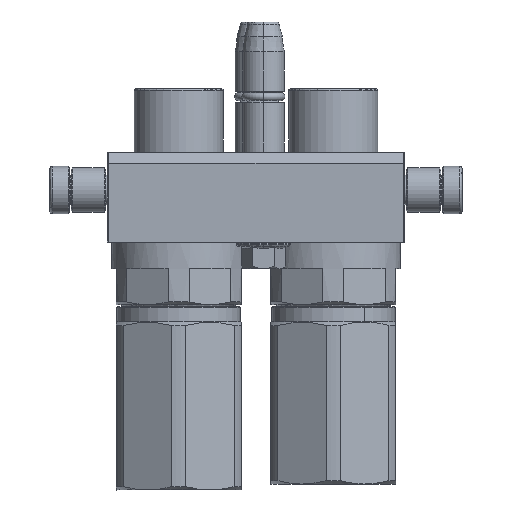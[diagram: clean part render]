
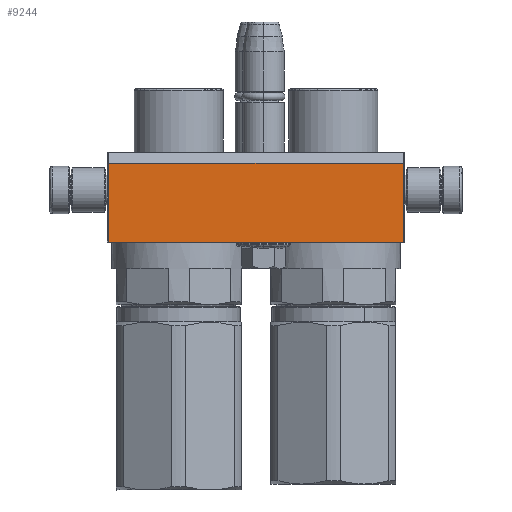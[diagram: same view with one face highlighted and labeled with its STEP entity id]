
A CAD part, left-side view. The second image highlights one B-rep face of the part: STEP entity #9244.
In plain terms, the highlighted face is planar.
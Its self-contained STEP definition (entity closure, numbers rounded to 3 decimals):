
#463 = CARTESIAN_POINT ( 'NONE',  ( -49.5, 11.536, 56. ) ) ;
#3214 = CARTESIAN_POINT ( 'NONE',  ( -49.5, -15., 56. ) ) ;
#4134 = VECTOR ( 'NONE', #78270, 1000. ) ;
#7535 = EDGE_CURVE ( 'NONE', #33562, #74836, #11812, .T. ) ;
#9244 = ADVANCED_FACE ( 'NONE', ( #35701 ), #58108, .T. ) ;
#10515 = LINE ( 'NONE', #37998, #58929 ) ;
#11812 = LINE ( 'NONE', #67243, #34230 ) ;
#12764 = ORIENTED_EDGE ( 'NONE', *, *, #56907, .T. ) ;
#14633 = ORIENTED_EDGE ( 'NONE', *, *, #25857, .F. ) ;
#15803 = EDGE_CURVE ( 'NONE', #23727, #74836, #10515, .T. ) ;
#16541 = DIRECTION ( 'NONE',  ( 0., 1., 0. ) ) ;
#18796 = EDGE_LOOP ( 'NONE', ( #12764, #79720, #45788, #14633 ) ) ;
#23727 = VERTEX_POINT ( 'NONE', #463 ) ;
#25857 = EDGE_CURVE ( 'NONE', #36449, #23727, #67154, .T. ) ;
#27433 = DIRECTION ( 'NONE',  ( 1., 0., 0. ) ) ;
#28088 = CARTESIAN_POINT ( 'NONE',  ( -50., -15., 56. ) ) ;
#33562 = VERTEX_POINT ( 'NONE', #52120 ) ;
#34230 = VECTOR ( 'NONE', #16541, 1000. ) ;
#35701 = FACE_OUTER_BOUND ( 'NONE', #18796, .T. ) ;
#36449 = VERTEX_POINT ( 'NONE', #71093 ) ;
#37998 = CARTESIAN_POINT ( 'NONE',  ( -49.5, 11.536, 56. ) ) ;
#39722 = DIRECTION ( 'NONE',  ( 0., 0., 1. ) ) ;
#42055 = CARTESIAN_POINT ( 'NONE',  ( 49.5, 11.536, 56. ) ) ;
#45788 = ORIENTED_EDGE ( 'NONE', *, *, #15803, .F. ) ;
#52120 = CARTESIAN_POINT ( 'NONE',  ( 49.5, -15., 56. ) ) ;
#55433 = AXIS2_PLACEMENT_3D ( 'NONE', #28088, #39722, #64893 ) ;
#56907 = EDGE_CURVE ( 'NONE', #36449, #33562, #62284, .T. ) ;
#58108 = PLANE ( 'NONE',  #55433 ) ;
#58929 = VECTOR ( 'NONE', #69183, 1000. ) ;
#62284 = LINE ( 'NONE', #70769, #63307 ) ;
#63307 = VECTOR ( 'NONE', #27433, 1000. ) ;
#64893 = DIRECTION ( 'NONE',  ( 1., 0., 0. ) ) ;
#67154 = LINE ( 'NONE', #3214, #4134 ) ;
#67243 = CARTESIAN_POINT ( 'NONE',  ( 49.5, -15., 56. ) ) ;
#69183 = DIRECTION ( 'NONE',  ( 1., 0., 0. ) ) ;
#70769 = CARTESIAN_POINT ( 'NONE',  ( -49.5, -15., 56. ) ) ;
#71093 = CARTESIAN_POINT ( 'NONE',  ( -49.5, -15., 56. ) ) ;
#74836 = VERTEX_POINT ( 'NONE', #42055 ) ;
#78270 = DIRECTION ( 'NONE',  ( 0., 1., 0. ) ) ;
#79720 = ORIENTED_EDGE ( 'NONE', *, *, #7535, .T. ) ;
